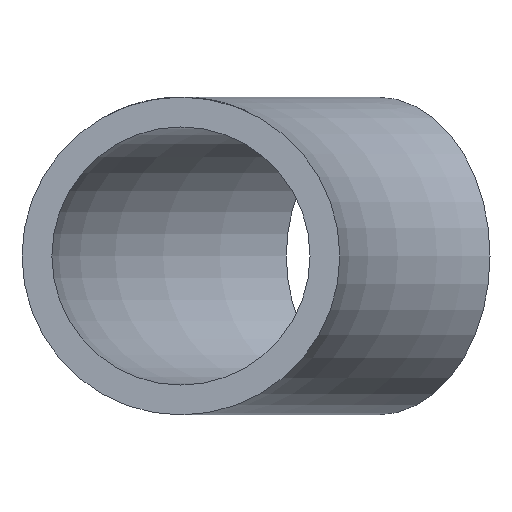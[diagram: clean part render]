
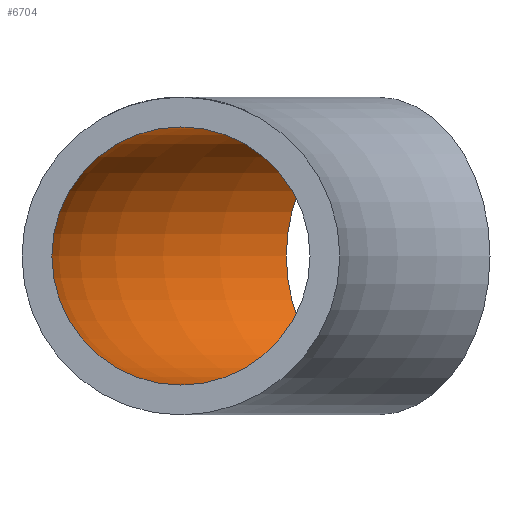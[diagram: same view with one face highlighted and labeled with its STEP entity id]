
A CAD part, front view. The second image highlights one B-rep face of the part: STEP entity #6704.
In plain terms, the highlighted toroidal (fillet/blend) face has major radius 45 mm and minor radius 8.65 mm.
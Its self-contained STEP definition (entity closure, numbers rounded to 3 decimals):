
#453 = CARTESIAN_POINT ( 'NONE',  ( -31.82, 31.82, 0. ) ) ;
#798 = EDGE_CURVE ( 'NONE', #5527, #5527, #8440, .T. ) ;
#943 = FACE_OUTER_BOUND ( 'NONE', #7028, .T. ) ;
#1020 = CARTESIAN_POINT ( 'NONE',  ( 0., 0., 0. ) ) ;
#1736 = ORIENTED_EDGE ( 'NONE', *, *, #6340, .T. ) ;
#3841 = VERTEX_POINT ( 'NONE', #6932 ) ;
#3902 = TOROIDAL_SURFACE ( 'NONE', #13910, 45., 8.65 ) ;
#4007 = AXIS2_PLACEMENT_3D ( 'NONE', #4132, #9701, #4199 ) ;
#4132 = CARTESIAN_POINT ( 'NONE',  ( -45., 0., 0. ) ) ;
#4199 = DIRECTION ( 'NONE',  ( 0., 0., 1. ) ) ;
#5371 = DIRECTION ( 'NONE',  ( -1., 0., 0. ) ) ;
#5435 = EDGE_LOOP ( 'NONE', ( #12983 ) ) ;
#5450 = CARTESIAN_POINT ( 'NONE',  ( -45., 0., 8.65 ) ) ;
#5527 = VERTEX_POINT ( 'NONE', #5450 ) ;
#5534 = CIRCLE ( 'NONE', #14379, 8.65 ) ;
#6340 = EDGE_CURVE ( 'NONE', #3841, #3841, #5534, .T. ) ;
#6704 = ADVANCED_FACE ( 'NONE', ( #943, #13184 ), #3902, .F. ) ;
#6932 = CARTESIAN_POINT ( 'NONE',  ( -37.936, 37.936, 0. ) ) ;
#7028 = EDGE_LOOP ( 'NONE', ( #1736 ) ) ;
#8440 = CIRCLE ( 'NONE', #4007, 8.65 ) ;
#8674 = DIRECTION ( 'NONE',  ( 0., 0., -1. ) ) ;
#9701 = DIRECTION ( 'NONE',  ( 0., 1., 0. ) ) ;
#10602 = DIRECTION ( 'NONE',  ( -0.707, 0.707, 0. ) ) ;
#12905 = DIRECTION ( 'NONE',  ( 0.707, 0.707, 0. ) ) ;
#12983 = ORIENTED_EDGE ( 'NONE', *, *, #798, .F. ) ;
#13184 = FACE_OUTER_BOUND ( 'NONE', #5435, .T. ) ;
#13910 = AXIS2_PLACEMENT_3D ( 'NONE', #1020, #8674, #5371 ) ;
#14379 = AXIS2_PLACEMENT_3D ( 'NONE', #453, #12905, #10602 ) ;
